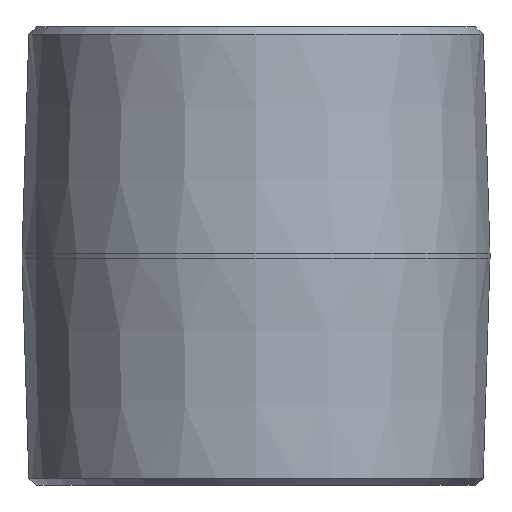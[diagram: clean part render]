
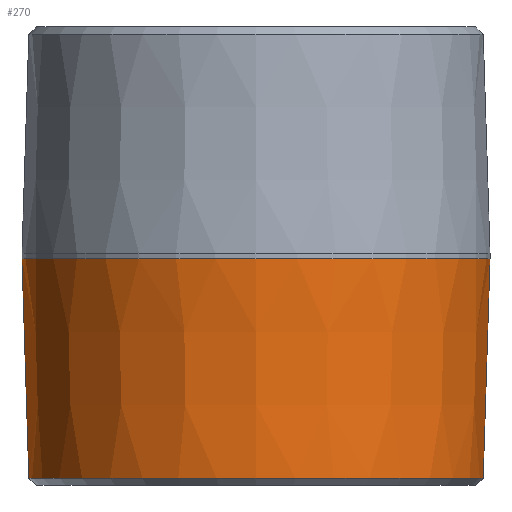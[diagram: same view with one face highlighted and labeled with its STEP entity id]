
A CAD part, front view. The second image highlights one B-rep face of the part: STEP entity #270.
In plain terms, the highlighted conical face has half-angle 1.78 degrees and reference radius 21.082 mm.
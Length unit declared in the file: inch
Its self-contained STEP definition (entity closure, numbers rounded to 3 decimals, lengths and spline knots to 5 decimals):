
#7 = VERTEX_POINT ( 'NONE', #335 ) ;
#20 = CARTESIAN_POINT ( 'NONE',  ( -0.80584, 0., 0.02499 ) ) ;
#23 = VERTEX_POINT ( 'NONE', #20 ) ;
#44 = AXIS2_PLACEMENT_3D ( 'NONE', #230, #435, #485 ) ;
#75 = CONICAL_SURFACE ( 'NONE', #377, 0.83, 0.031 ) ;
#82 = ORIENTED_EDGE ( 'NONE', *, *, #367, .F. ) ;
#97 = VERTEX_POINT ( 'NONE', #214 ) ;
#100 = CARTESIAN_POINT ( 'NONE',  ( 0.83, 0., 0.8025 ) ) ;
#108 = DIRECTION ( 'NONE',  ( -0.031, 0., 1. ) ) ;
#119 = VECTOR ( 'NONE', #356, 39.37008 ) ;
#187 = ORIENTED_EDGE ( 'NONE', *, *, #413, .T. ) ;
#214 = CARTESIAN_POINT ( 'NONE',  ( -0.83, 0., 0.8025 ) ) ;
#215 = VERTEX_POINT ( 'NONE', #297 ) ;
#226 = ORIENTED_EDGE ( 'NONE', *, *, #390, .T. ) ;
#230 = CARTESIAN_POINT ( 'NONE',  ( 0., 0., 0.02499 ) ) ;
#235 = CARTESIAN_POINT ( 'NONE',  ( 0., 0., 0.8025 ) ) ;
#237 = LINE ( 'NONE', #100, #119 ) ;
#249 = CIRCLE ( 'NONE', #44, 0.80584 ) ;
#266 = ORIENTED_EDGE ( 'NONE', *, *, #304, .T. ) ;
#270 = ADVANCED_FACE ( 'NONE', ( #403 ), #75, .T. ) ;
#274 = CARTESIAN_POINT ( 'NONE',  ( 0., 0., 0.8025 ) ) ;
#280 = DIRECTION ( 'NONE',  ( -1., 0., 0. ) ) ;
#297 = CARTESIAN_POINT ( 'NONE',  ( 0.80584, 0., 0.02499 ) ) ;
#304 = EDGE_CURVE ( 'NONE', #23, #215, #249, .T. ) ;
#319 = LINE ( 'NONE', #480, #542 ) ;
#335 = CARTESIAN_POINT ( 'NONE',  ( 0.83, 0., 0.8025 ) ) ;
#356 = DIRECTION ( 'NONE',  ( 0.031, 0., 1. ) ) ;
#367 = EDGE_CURVE ( 'NONE', #23, #97, #319, .T. ) ;
#377 = AXIS2_PLACEMENT_3D ( 'NONE', #274, #477, #526 ) ;
#386 = CIRCLE ( 'NONE', #442, 0.83 ) ;
#390 = EDGE_CURVE ( 'NONE', #7, #97, #386, .T. ) ;
#401 = DIRECTION ( 'NONE',  ( 0., 0., -1. ) ) ;
#403 = FACE_OUTER_BOUND ( 'NONE', #501, .T. ) ;
#413 = EDGE_CURVE ( 'NONE', #215, #7, #237, .T. ) ;
#435 = DIRECTION ( 'NONE',  ( 0., 0., 1. ) ) ;
#442 = AXIS2_PLACEMENT_3D ( 'NONE', #235, #401, #280 ) ;
#477 = DIRECTION ( 'NONE',  ( 0., 0., 1. ) ) ;
#480 = CARTESIAN_POINT ( 'NONE',  ( -0.83, 0., 0.8025 ) ) ;
#485 = DIRECTION ( 'NONE',  ( -1., 0., 0. ) ) ;
#501 = EDGE_LOOP ( 'NONE', ( #82, #266, #187, #226 ) ) ;
#526 = DIRECTION ( 'NONE',  ( 1., 0., 0. ) ) ;
#542 = VECTOR ( 'NONE', #108, 39.37008 ) ;
